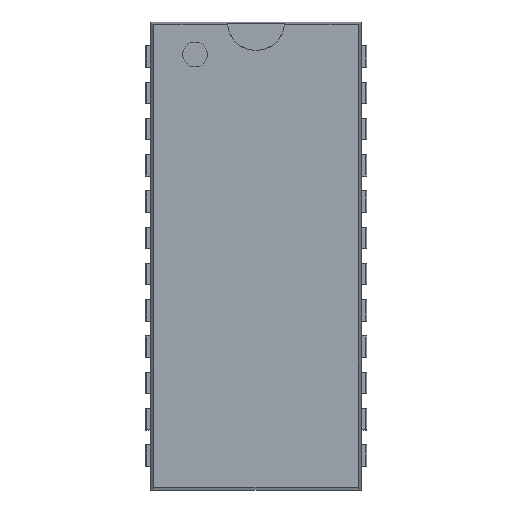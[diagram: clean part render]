
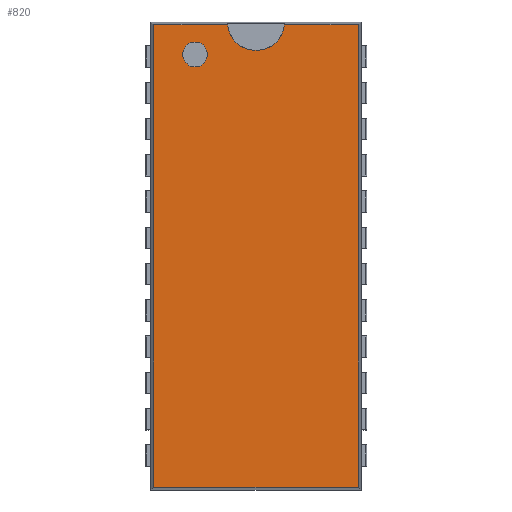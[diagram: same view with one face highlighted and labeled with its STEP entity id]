
A CAD part, top view. The second image highlights one B-rep face of the part: STEP entity #820.
In plain terms, the highlighted planar face has unit normal (0, 0, 1).
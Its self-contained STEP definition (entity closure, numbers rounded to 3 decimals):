
#91 = PLANE('',#92);
#92 = AXIS2_PLACEMENT_3D('',#93,#94,#95);
#93 = CARTESIAN_POINT('',(-7.366,16.283,3.775));
#94 = DIRECTION('',(0.,0.997,0.081
    ));
#95 = DIRECTION('',(-1.,0.,0.));
#204 = PLANE('',#205);
#205 = AXIS2_PLACEMENT_3D('',#206,#207,#208);
#206 = CARTESIAN_POINT('',(-7.266,-16.383,3.775));
#207 = DIRECTION('',(-0.997,0.,
    0.081));
#208 = DIRECTION('',(0.,-1.,0.));
#328 = VERTEX_POINT('',#329);
#329 = CARTESIAN_POINT('',(-7.166,16.183,5.));
#352 = VERTEX_POINT('',#353);
#353 = CARTESIAN_POINT('',(7.166,16.183,5.));
#367 = PLANE('',#368);
#368 = AXIS2_PLACEMENT_3D('',#369,#370,#371);
#369 = CARTESIAN_POINT('',(7.266,16.383,3.775));
#370 = DIRECTION('',(0.997,0.,
    0.081));
#371 = DIRECTION('',(0.,1.,0.));
#379 = EDGE_CURVE('',#380,#352,#382,.T.);
#380 = VERTEX_POINT('',#381);
#381 = CARTESIAN_POINT('',(1.99,16.183,5.));
#382 = SURFACE_CURVE('',#383,(#387,#394),.PCURVE_S1.);
#383 = LINE('',#384,#385);
#384 = CARTESIAN_POINT('',(-7.366,16.183,5.));
#385 = VECTOR('',#386,1.);
#386 = DIRECTION('',(1.,0.,0.));
#387 = PCURVE('',#91,#388);
#388 = DEFINITIONAL_REPRESENTATION('',(#389),#393);
#389 = LINE('',#390,#391);
#390 = CARTESIAN_POINT('',(0.,1.229));
#391 = VECTOR('',#392,1.);
#392 = DIRECTION('',(-1.,0.));
#393 = ( GEOMETRIC_REPRESENTATION_CONTEXT(2) 
PARAMETRIC_REPRESENTATION_CONTEXT() REPRESENTATION_CONTEXT('2D SPACE',''
  ) );
#394 = PCURVE('',#395,#400);
#395 = PLANE('',#396);
#396 = AXIS2_PLACEMENT_3D('',#397,#398,#399);
#397 = CARTESIAN_POINT('',(-7.366,16.383,5.));
#398 = DIRECTION('',(0.,0.,1.));
#399 = DIRECTION('',(1.,0.,0.));
#400 = DEFINITIONAL_REPRESENTATION('',(#401),#405);
#401 = LINE('',#402,#403);
#402 = CARTESIAN_POINT('',(0.,-0.2));
#403 = VECTOR('',#404,1.);
#404 = DIRECTION('',(1.,0.));
#405 = ( GEOMETRIC_REPRESENTATION_CONTEXT(2) 
PARAMETRIC_REPRESENTATION_CONTEXT() REPRESENTATION_CONTEXT('2D SPACE',''
  ) );
#424 = CYLINDRICAL_SURFACE('',#425,2.);
#425 = AXIS2_PLACEMENT_3D('',#426,#427,#428);
#426 = CARTESIAN_POINT('',(0.,16.383,5.));
#427 = DIRECTION('',(0.,0.,1.));
#428 = DIRECTION('',(1.,0.,0.));
#469 = VERTEX_POINT('',#470);
#470 = CARTESIAN_POINT('',(-1.99,16.183,5.));
#498 = EDGE_CURVE('',#328,#469,#499,.T.);
#499 = SURFACE_CURVE('',#500,(#504,#511),.PCURVE_S1.);
#500 = LINE('',#501,#502);
#501 = CARTESIAN_POINT('',(-7.366,16.183,5.));
#502 = VECTOR('',#503,1.);
#503 = DIRECTION('',(1.,0.,0.));
#504 = PCURVE('',#91,#505);
#505 = DEFINITIONAL_REPRESENTATION('',(#506),#510);
#506 = LINE('',#507,#508);
#507 = CARTESIAN_POINT('',(0.,1.229));
#508 = VECTOR('',#509,1.);
#509 = DIRECTION('',(-1.,0.));
#510 = ( GEOMETRIC_REPRESENTATION_CONTEXT(2) 
PARAMETRIC_REPRESENTATION_CONTEXT() REPRESENTATION_CONTEXT('2D SPACE',''
  ) );
#511 = PCURVE('',#395,#512);
#512 = DEFINITIONAL_REPRESENTATION('',(#513),#517);
#513 = LINE('',#514,#515);
#514 = CARTESIAN_POINT('',(0.,-0.2));
#515 = VECTOR('',#516,1.);
#516 = DIRECTION('',(1.,0.));
#517 = ( GEOMETRIC_REPRESENTATION_CONTEXT(2) 
PARAMETRIC_REPRESENTATION_CONTEXT() REPRESENTATION_CONTEXT('2D SPACE',''
  ) );
#608 = PLANE('',#609);
#609 = AXIS2_PLACEMENT_3D('',#610,#611,#612);
#610 = CARTESIAN_POINT('',(7.366,-16.283,3.775));
#611 = DIRECTION('',(0.,-0.997,
    0.081));
#612 = DIRECTION('',(1.,0.,0.));
#700 = VERTEX_POINT('',#701);
#701 = CARTESIAN_POINT('',(-7.166,-16.183,5.));
#724 = EDGE_CURVE('',#700,#328,#725,.T.);
#725 = SURFACE_CURVE('',#726,(#730,#737),.PCURVE_S1.);
#726 = LINE('',#727,#728);
#727 = CARTESIAN_POINT('',(-7.166,-16.383,5.));
#728 = VECTOR('',#729,1.);
#729 = DIRECTION('',(0.,1.,0.));
#730 = PCURVE('',#204,#731);
#731 = DEFINITIONAL_REPRESENTATION('',(#732),#736);
#732 = LINE('',#733,#734);
#733 = CARTESIAN_POINT('',(0.,1.229));
#734 = VECTOR('',#735,1.);
#735 = DIRECTION('',(-1.,0.));
#736 = ( GEOMETRIC_REPRESENTATION_CONTEXT(2) 
PARAMETRIC_REPRESENTATION_CONTEXT() REPRESENTATION_CONTEXT('2D SPACE',''
  ) );
#737 = PCURVE('',#395,#738);
#738 = DEFINITIONAL_REPRESENTATION('',(#739),#743);
#739 = LINE('',#740,#741);
#740 = CARTESIAN_POINT('',(0.2,-32.766));
#741 = VECTOR('',#742,1.);
#742 = DIRECTION('',(0.,1.));
#743 = ( GEOMETRIC_REPRESENTATION_CONTEXT(2) 
PARAMETRIC_REPRESENTATION_CONTEXT() REPRESENTATION_CONTEXT('2D SPACE',''
  ) );
#820 = ADVANCED_FACE('',(#821,#892),#395,.T.);
#821 = FACE_BOUND('',#822,.T.);
#822 = EDGE_LOOP('',(#823,#824,#825,#848,#869,#870));
#823 = ORIENTED_EDGE('',*,*,#498,.F.);
#824 = ORIENTED_EDGE('',*,*,#724,.F.);
#825 = ORIENTED_EDGE('',*,*,#826,.F.);
#826 = EDGE_CURVE('',#827,#700,#829,.T.);
#827 = VERTEX_POINT('',#828);
#828 = CARTESIAN_POINT('',(7.166,-16.183,5.));
#829 = SURFACE_CURVE('',#830,(#834,#841),.PCURVE_S1.);
#830 = LINE('',#831,#832);
#831 = CARTESIAN_POINT('',(7.366,-16.183,5.));
#832 = VECTOR('',#833,1.);
#833 = DIRECTION('',(-1.,0.,0.));
#834 = PCURVE('',#395,#835);
#835 = DEFINITIONAL_REPRESENTATION('',(#836),#840);
#836 = LINE('',#837,#838);
#837 = CARTESIAN_POINT('',(14.732,-32.566));
#838 = VECTOR('',#839,1.);
#839 = DIRECTION('',(-1.,0.));
#840 = ( GEOMETRIC_REPRESENTATION_CONTEXT(2) 
PARAMETRIC_REPRESENTATION_CONTEXT() REPRESENTATION_CONTEXT('2D SPACE',''
  ) );
#841 = PCURVE('',#608,#842);
#842 = DEFINITIONAL_REPRESENTATION('',(#843),#847);
#843 = LINE('',#844,#845);
#844 = CARTESIAN_POINT('',(0.,1.229));
#845 = VECTOR('',#846,1.);
#846 = DIRECTION('',(-1.,0.));
#847 = ( GEOMETRIC_REPRESENTATION_CONTEXT(2) 
PARAMETRIC_REPRESENTATION_CONTEXT() REPRESENTATION_CONTEXT('2D SPACE',''
  ) );
#848 = ORIENTED_EDGE('',*,*,#849,.F.);
#849 = EDGE_CURVE('',#352,#827,#850,.T.);
#850 = SURFACE_CURVE('',#851,(#855,#862),.PCURVE_S1.);
#851 = LINE('',#852,#853);
#852 = CARTESIAN_POINT('',(7.166,16.383,5.));
#853 = VECTOR('',#854,1.);
#854 = DIRECTION('',(0.,-1.,0.));
#855 = PCURVE('',#395,#856);
#856 = DEFINITIONAL_REPRESENTATION('',(#857),#861);
#857 = LINE('',#858,#859);
#858 = CARTESIAN_POINT('',(14.532,0.));
#859 = VECTOR('',#860,1.);
#860 = DIRECTION('',(0.,-1.));
#861 = ( GEOMETRIC_REPRESENTATION_CONTEXT(2) 
PARAMETRIC_REPRESENTATION_CONTEXT() REPRESENTATION_CONTEXT('2D SPACE',''
  ) );
#862 = PCURVE('',#367,#863);
#863 = DEFINITIONAL_REPRESENTATION('',(#864),#868);
#864 = LINE('',#865,#866);
#865 = CARTESIAN_POINT('',(0.,1.229));
#866 = VECTOR('',#867,1.);
#867 = DIRECTION('',(-1.,0.));
#868 = ( GEOMETRIC_REPRESENTATION_CONTEXT(2) 
PARAMETRIC_REPRESENTATION_CONTEXT() REPRESENTATION_CONTEXT('2D SPACE',''
  ) );
#869 = ORIENTED_EDGE('',*,*,#379,.F.);
#870 = ORIENTED_EDGE('',*,*,#871,.F.);
#871 = EDGE_CURVE('',#469,#380,#872,.T.);
#872 = SURFACE_CURVE('',#873,(#878,#885),.PCURVE_S1.);
#873 = CIRCLE('',#874,2.);
#874 = AXIS2_PLACEMENT_3D('',#875,#876,#877);
#875 = CARTESIAN_POINT('',(0.,16.383,5.));
#876 = DIRECTION('',(0.,0.,1.));
#877 = DIRECTION('',(1.,0.,0.));
#878 = PCURVE('',#395,#879);
#879 = DEFINITIONAL_REPRESENTATION('',(#880),#884);
#880 = CIRCLE('',#881,2.);
#881 = AXIS2_PLACEMENT_2D('',#882,#883);
#882 = CARTESIAN_POINT('',(7.366,0.));
#883 = DIRECTION('',(1.,0.));
#884 = ( GEOMETRIC_REPRESENTATION_CONTEXT(2) 
PARAMETRIC_REPRESENTATION_CONTEXT() REPRESENTATION_CONTEXT('2D SPACE',''
  ) );
#885 = PCURVE('',#424,#886);
#886 = DEFINITIONAL_REPRESENTATION('',(#887),#891);
#887 = LINE('',#888,#889);
#888 = CARTESIAN_POINT('',(0.,0.));
#889 = VECTOR('',#890,1.);
#890 = DIRECTION('',(1.,0.));
#891 = ( GEOMETRIC_REPRESENTATION_CONTEXT(2) 
PARAMETRIC_REPRESENTATION_CONTEXT() REPRESENTATION_CONTEXT('2D SPACE',''
  ) );
#892 = FACE_BOUND('',#893,.T.);
#893 = EDGE_LOOP('',(#894));
#894 = ORIENTED_EDGE('',*,*,#895,.F.);
#895 = EDGE_CURVE('',#896,#896,#898,.T.);
#896 = VERTEX_POINT('',#897);
#897 = CARTESIAN_POINT('',(-3.398,14.106,5.));
#898 = SURFACE_CURVE('',#899,(#904,#911),.PCURVE_S1.);
#899 = CIRCLE('',#900,0.871);
#900 = AXIS2_PLACEMENT_3D('',#901,#902,#903);
#901 = CARTESIAN_POINT('',(-4.269,14.106,5.));
#902 = DIRECTION('',(0.,0.,1.));
#903 = DIRECTION('',(1.,0.,0.));
#904 = PCURVE('',#395,#905);
#905 = DEFINITIONAL_REPRESENTATION('',(#906),#910);
#906 = CIRCLE('',#907,0.871);
#907 = AXIS2_PLACEMENT_2D('',#908,#909);
#908 = CARTESIAN_POINT('',(3.097,-2.277));
#909 = DIRECTION('',(1.,0.));
#910 = ( GEOMETRIC_REPRESENTATION_CONTEXT(2) 
PARAMETRIC_REPRESENTATION_CONTEXT() REPRESENTATION_CONTEXT('2D SPACE',''
  ) );
#911 = PCURVE('',#912,#917);
#912 = CYLINDRICAL_SURFACE('',#913,0.871);
#913 = AXIS2_PLACEMENT_3D('',#914,#915,#916);
#914 = CARTESIAN_POINT('',(-4.269,14.106,5.));
#915 = DIRECTION('',(0.,0.,1.));
#916 = DIRECTION('',(1.,0.,0.));
#917 = DEFINITIONAL_REPRESENTATION('',(#918),#922);
#918 = LINE('',#919,#920);
#919 = CARTESIAN_POINT('',(0.,0.));
#920 = VECTOR('',#921,1.);
#921 = DIRECTION('',(1.,0.));
#922 = ( GEOMETRIC_REPRESENTATION_CONTEXT(2) 
PARAMETRIC_REPRESENTATION_CONTEXT() REPRESENTATION_CONTEXT('2D SPACE',''
  ) );
